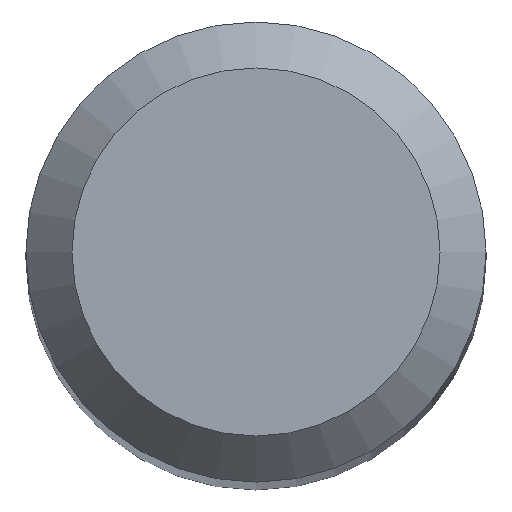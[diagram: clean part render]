
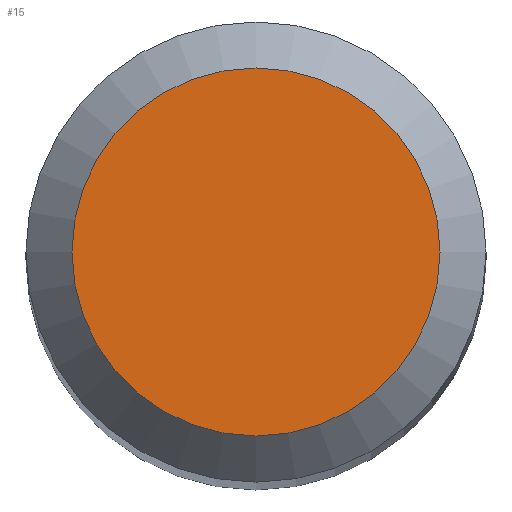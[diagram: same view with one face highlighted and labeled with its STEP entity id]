
A CAD part, top view. The second image highlights one B-rep face of the part: STEP entity #15.
In plain terms, the highlighted planar face has unit normal (0, 0, 1).
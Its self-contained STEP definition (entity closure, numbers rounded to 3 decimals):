
#1 = CARTESIAN_POINT ( 'NONE',  ( 0., 0., 38. ) ) ;
#14 = CARTESIAN_POINT ( 'NONE',  ( 0., 0., 38. ) ) ;
#15 = ADVANCED_FACE ( 'NONE', ( #122 ), #33, .F. ) ;
#33 = PLANE ( 'NONE',  #68 ) ;
#34 = CIRCLE ( 'NONE', #65, 1.2 ) ;
#37 = DIRECTION ( 'NONE',  ( 0., 1., 0. ) ) ;
#65 = AXIS2_PLACEMENT_3D ( 'NONE', #1, #163, #37 ) ;
#67 = EDGE_LOOP ( 'NONE', ( #189 ) ) ;
#68 = AXIS2_PLACEMENT_3D ( 'NONE', #14, #86, #181 ) ;
#86 = DIRECTION ( 'NONE',  ( 0., 0., -1. ) ) ;
#122 = FACE_OUTER_BOUND ( 'NONE', #67, .T. ) ;
#158 = VERTEX_POINT ( 'NONE', #218 ) ;
#163 = DIRECTION ( 'NONE',  ( 0., 0., -1. ) ) ;
#181 = DIRECTION ( 'NONE',  ( 0., 1., 0. ) ) ;
#186 = EDGE_CURVE ( 'NONE', #158, #158, #34, .T. ) ;
#189 = ORIENTED_EDGE ( 'NONE', *, *, #186, .F. ) ;
#218 = CARTESIAN_POINT ( 'NONE',  ( 0., 1.2, 38. ) ) ;
